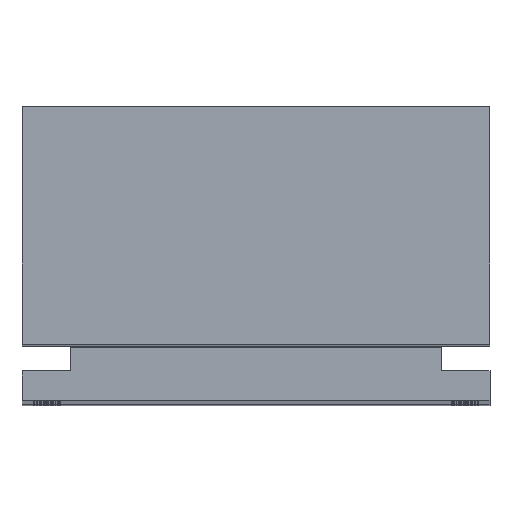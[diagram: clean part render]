
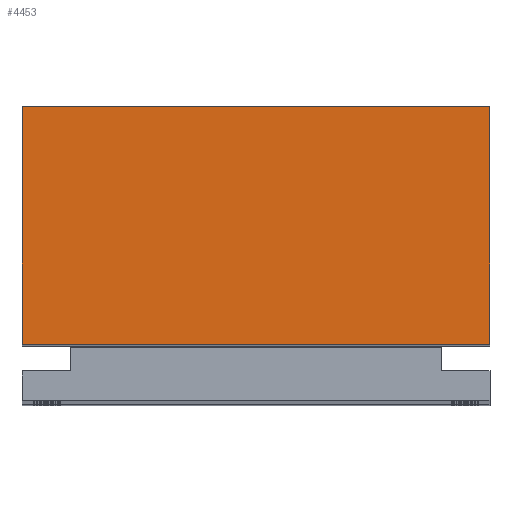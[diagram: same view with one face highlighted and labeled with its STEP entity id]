
A CAD part, top view. The second image highlights one B-rep face of the part: STEP entity #4453.
In plain terms, the highlighted face is planar.
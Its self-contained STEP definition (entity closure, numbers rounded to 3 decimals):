
#7 = DIRECTION ( 'NONE',  ( 0., 0., 1. ) ) ;
#98 = EDGE_LOOP ( 'NONE', ( #8419, #911, #3511, #10957 ) ) ;
#911 = ORIENTED_EDGE ( 'NONE', *, *, #2297, .F. ) ;
#1397 = VECTOR ( 'NONE', #6875, 1000. ) ;
#1476 = CARTESIAN_POINT ( 'NONE',  ( -99., 47.5, 24.15 ) ) ;
#1805 = VERTEX_POINT ( 'NONE', #8791 ) ;
#1867 = EDGE_CURVE ( 'NONE', #9221, #7311, #11401, .T. ) ;
#2249 = EDGE_CURVE ( 'NONE', #10215, #1805, #11271, .T. ) ;
#2263 = VECTOR ( 'NONE', #9050, 1000. ) ;
#2297 = EDGE_CURVE ( 'NONE', #7311, #1805, #3361, .T. ) ;
#3361 = LINE ( 'NONE', #5155, #9887 ) ;
#3511 = ORIENTED_EDGE ( 'NONE', *, *, #1867, .F. ) ;
#4453 = ADVANCED_FACE ( 'NONE', ( #11361 ), #10609, .T. ) ;
#5155 = CARTESIAN_POINT ( 'NONE',  ( -99., 47.5, 24.15 ) ) ;
#5248 = DIRECTION ( 'NONE',  ( 0., -1., 0. ) ) ;
#5280 = DIRECTION ( 'NONE',  ( 0., -1., 0. ) ) ;
#5340 = CARTESIAN_POINT ( 'NONE',  ( -99., 47.5, -24.15 ) ) ;
#5702 = CARTESIAN_POINT ( 'NONE',  ( -99., -47.5, -24.15 ) ) ;
#6875 = DIRECTION ( 'NONE',  ( 0., 0., 1. ) ) ;
#6892 = VECTOR ( 'NONE', #7, 1000. ) ;
#7077 = EDGE_CURVE ( 'NONE', #9221, #10215, #10627, .T. ) ;
#7311 = VERTEX_POINT ( 'NONE', #1476 ) ;
#7397 = AXIS2_PLACEMENT_3D ( 'NONE', #7894, #9621, #5248 ) ;
#7894 = CARTESIAN_POINT ( 'NONE',  ( -99., 47.5, -24.15 ) ) ;
#7925 = CARTESIAN_POINT ( 'NONE',  ( -99., 47.5, -24.15 ) ) ;
#8419 = ORIENTED_EDGE ( 'NONE', *, *, #2249, .T. ) ;
#8791 = CARTESIAN_POINT ( 'NONE',  ( -99., -47.5, 24.15 ) ) ;
#9050 = DIRECTION ( 'NONE',  ( 0., -1., 0. ) ) ;
#9221 = VERTEX_POINT ( 'NONE', #5340 ) ;
#9621 = DIRECTION ( 'NONE',  ( -1., 0., 0. ) ) ;
#9713 = CARTESIAN_POINT ( 'NONE',  ( -99., -47.5, -24.15 ) ) ;
#9872 = CARTESIAN_POINT ( 'NONE',  ( -99., 47.5, -24.15 ) ) ;
#9887 = VECTOR ( 'NONE', #5280, 1000. ) ;
#10215 = VERTEX_POINT ( 'NONE', #5702 ) ;
#10609 = PLANE ( 'NONE',  #7397 ) ;
#10627 = LINE ( 'NONE', #9872, #2263 ) ;
#10957 = ORIENTED_EDGE ( 'NONE', *, *, #7077, .T. ) ;
#11271 = LINE ( 'NONE', #9713, #1397 ) ;
#11361 = FACE_OUTER_BOUND ( 'NONE', #98, .T. ) ;
#11401 = LINE ( 'NONE', #7925, #6892 ) ;
